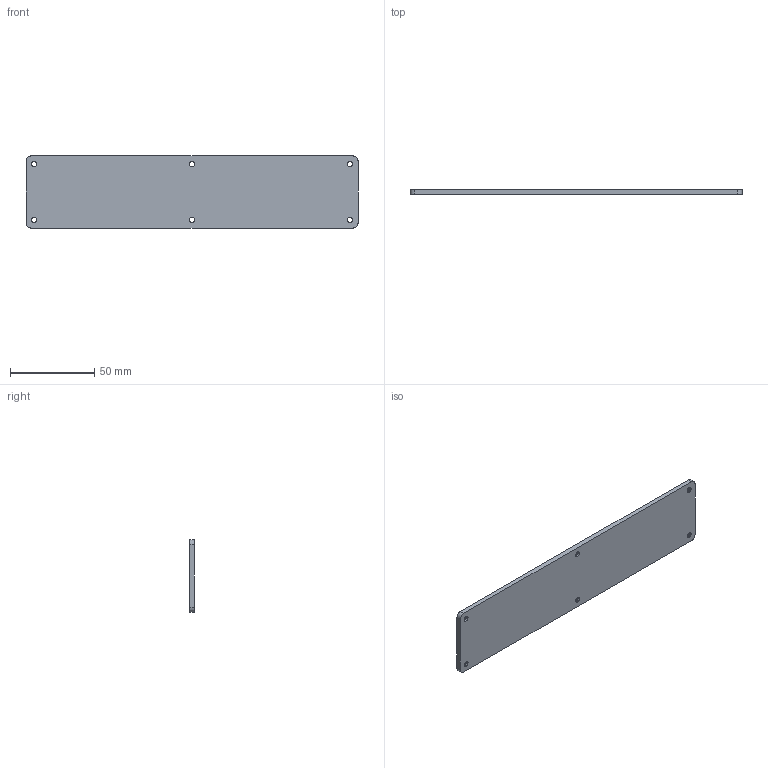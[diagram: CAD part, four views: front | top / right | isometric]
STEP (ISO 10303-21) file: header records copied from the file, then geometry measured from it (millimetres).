
FILE_DESCRIPTION (( 'STEP AP203' ), '1' );
FILE_NAME ('matrix base bot panel.STEP', '2022-05-02T14:04:05', ( '' ), ( '' ), 'SwSTEP 2.0', 'SolidWorks 2020', '' );
FILE_SCHEMA (( 'CONFIG_CONTROL_DESIGN' ));
Length unit declared in the file: millimetre
Products named in the file (1): matrix base bot panel
Bounding box: 197.31 x 2.8 x 42.81 mm (x, y, z)
Volume: 23120.4 mm3; surface area: 18373.9 mm2
Topology: 1 solids, 1 shells, 46 faces, 108 edges, 68 vertices
Faces by surface type: cylinder 24, cone 12, plane 10
Entity records: 1437 total; most frequent: DIRECTION 262, CARTESIAN_POINT 223, ORIENTED_EDGE 216, EDGE_CURVE 108, AXIS2_PLACEMENT_3D 107, VERTEX_POINT 68, EDGE_LOOP 62, CIRCLE 60
